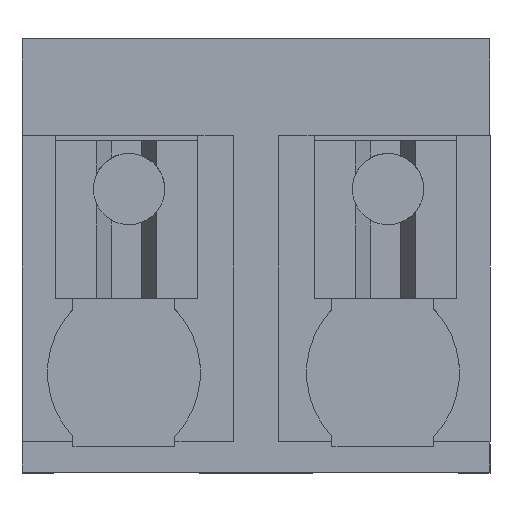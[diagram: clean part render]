
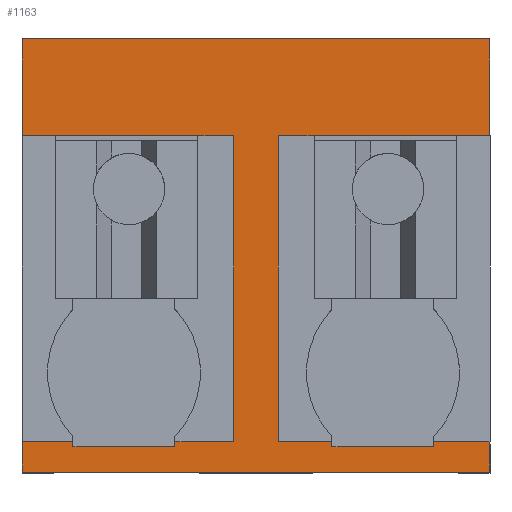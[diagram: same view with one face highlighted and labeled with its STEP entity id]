
A CAD part, top view. The second image highlights one B-rep face of the part: STEP entity #1163.
In plain terms, the highlighted planar face has unit normal (0, 0, 1).
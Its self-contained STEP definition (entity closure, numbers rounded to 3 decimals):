
#992=AXIS2_PLACEMENT_3D('Plane Axis2P3D',#989,#990,#991) ;
#296=CARTESIAN_POINT('Vertex',(0.,0.,15.2)) ;
#299=CARTESIAN_POINT('Line Origine',(0.,0.3,15.2)) ;
#303=CARTESIAN_POINT('Vertex',(0.,0.6,15.2)) ;
#324=CARTESIAN_POINT('Vertex',(0.,6.6,15.2)) ;
#327=CARTESIAN_POINT('Line Origine',(0.,7.55,15.2)) ;
#331=CARTESIAN_POINT('Vertex',(0.,8.5,15.2)) ;
#873=CARTESIAN_POINT('Line Origine',(4.59,0.,15.2)) ;
#877=CARTESIAN_POINT('Vertex',(9.18,0.,15.2)) ;
#989=CARTESIAN_POINT('Axis2P3D Location',(0.,0.,15.2)) ;
#994=CARTESIAN_POINT('Line Origine',(4.59,8.5,15.2)) ;
#998=CARTESIAN_POINT('Vertex',(9.18,8.5,15.2)) ;
#1001=CARTESIAN_POINT('Line Origine',(0.325,6.6,15.2)) ;
#1005=CARTESIAN_POINT('Vertex',(0.65,6.6,15.2)) ;
#1008=CARTESIAN_POINT('Line Origine',(2.05,6.6,15.2)) ;
#1012=CARTESIAN_POINT('Vertex',(3.45,6.6,15.2)) ;
#1015=CARTESIAN_POINT('Line Origine',(3.8,6.6,15.2)) ;
#1019=CARTESIAN_POINT('Vertex',(4.15,6.6,15.2)) ;
#1022=CARTESIAN_POINT('Line Origine',(4.15,3.6,15.2)) ;
#1026=CARTESIAN_POINT('Vertex',(4.15,0.6,15.2)) ;
#1029=CARTESIAN_POINT('Line Origine',(3.575,0.6,15.2)) ;
#1033=CARTESIAN_POINT('Vertex',(3.,0.6,15.2)) ;
#1036=CARTESIAN_POINT('Line Origine',(3.,0.55,15.2)) ;
#1040=CARTESIAN_POINT('Vertex',(3.,0.5,15.2)) ;
#1043=CARTESIAN_POINT('Line Origine',(2.,0.5,15.2)) ;
#1047=CARTESIAN_POINT('Vertex',(1.,0.5,15.2)) ;
#1050=CARTESIAN_POINT('Line Origine',(1.,0.55,15.2)) ;
#1054=CARTESIAN_POINT('Vertex',(1.,0.6,15.2)) ;
#1057=CARTESIAN_POINT('Line Origine',(0.5,0.6,15.2)) ;
#1062=CARTESIAN_POINT('Line Origine',(9.18,0.3,15.2)) ;
#1066=CARTESIAN_POINT('Vertex',(9.18,0.6,15.2)) ;
#1069=CARTESIAN_POINT('Line Origine',(8.63,0.6,15.2)) ;
#1073=CARTESIAN_POINT('Vertex',(8.08,0.6,15.2)) ;
#1076=CARTESIAN_POINT('Line Origine',(8.08,0.55,15.2)) ;
#1080=CARTESIAN_POINT('Vertex',(8.08,0.5,15.2)) ;
#1083=CARTESIAN_POINT('Line Origine',(7.08,0.5,15.2)) ;
#1087=CARTESIAN_POINT('Vertex',(6.08,0.5,15.2)) ;
#1090=CARTESIAN_POINT('Line Origine',(6.08,0.55,15.2)) ;
#1094=CARTESIAN_POINT('Vertex',(6.08,0.6,15.2)) ;
#1097=CARTESIAN_POINT('Line Origine',(5.555,0.6,15.2)) ;
#1101=CARTESIAN_POINT('Vertex',(5.03,0.6,15.2)) ;
#1104=CARTESIAN_POINT('Line Origine',(5.03,3.6,15.2)) ;
#1108=CARTESIAN_POINT('Vertex',(5.03,6.6,15.2)) ;
#1111=CARTESIAN_POINT('Line Origine',(5.38,6.6,15.2)) ;
#1115=CARTESIAN_POINT('Vertex',(5.73,6.6,15.2)) ;
#1118=CARTESIAN_POINT('Line Origine',(7.13,6.6,15.2)) ;
#1122=CARTESIAN_POINT('Vertex',(8.53,6.6,15.2)) ;
#1125=CARTESIAN_POINT('Line Origine',(8.855,6.6,15.2)) ;
#1129=CARTESIAN_POINT('Vertex',(9.18,6.6,15.2)) ;
#1132=CARTESIAN_POINT('Line Origine',(9.18,7.55,15.2)) ;
#300=DIRECTION('Vector Direction',(0.,1.,0.)) ;
#328=DIRECTION('Vector Direction',(0.,1.,0.)) ;
#874=DIRECTION('Vector Direction',(1.,0.,0.)) ;
#990=DIRECTION('Axis2P3D Direction',(0.,0.,-1.)) ;
#991=DIRECTION('Axis2P3D XDirection',(0.,1.,0.)) ;
#995=DIRECTION('Vector Direction',(1.,0.,0.)) ;
#1002=DIRECTION('Vector Direction',(1.,0.,0.)) ;
#1009=DIRECTION('Vector Direction',(1.,0.,0.)) ;
#1016=DIRECTION('Vector Direction',(1.,0.,0.)) ;
#1023=DIRECTION('Vector Direction',(0.,-1.,0.)) ;
#1030=DIRECTION('Vector Direction',(1.,0.,0.)) ;
#1037=DIRECTION('Vector Direction',(0.,1.,0.)) ;
#1044=DIRECTION('Vector Direction',(1.,0.,0.)) ;
#1051=DIRECTION('Vector Direction',(0.,1.,0.)) ;
#1058=DIRECTION('Vector Direction',(1.,0.,0.)) ;
#1063=DIRECTION('Vector Direction',(0.,1.,0.)) ;
#1070=DIRECTION('Vector Direction',(1.,0.,0.)) ;
#1077=DIRECTION('Vector Direction',(0.,1.,0.)) ;
#1084=DIRECTION('Vector Direction',(1.,0.,0.)) ;
#1091=DIRECTION('Vector Direction',(0.,1.,0.)) ;
#1098=DIRECTION('Vector Direction',(1.,0.,0.)) ;
#1105=DIRECTION('Vector Direction',(0.,-1.,0.)) ;
#1112=DIRECTION('Vector Direction',(1.,0.,0.)) ;
#1119=DIRECTION('Vector Direction',(1.,0.,0.)) ;
#1126=DIRECTION('Vector Direction',(1.,0.,0.)) ;
#1133=DIRECTION('Vector Direction',(0.,1.,0.)) ;
#301=VECTOR('Line Direction',#300,1.) ;
#329=VECTOR('Line Direction',#328,1.) ;
#875=VECTOR('Line Direction',#874,1.) ;
#996=VECTOR('Line Direction',#995,1.) ;
#1003=VECTOR('Line Direction',#1002,1.) ;
#1010=VECTOR('Line Direction',#1009,1.) ;
#1017=VECTOR('Line Direction',#1016,1.) ;
#1024=VECTOR('Line Direction',#1023,1.) ;
#1031=VECTOR('Line Direction',#1030,1.) ;
#1038=VECTOR('Line Direction',#1037,1.) ;
#1045=VECTOR('Line Direction',#1044,1.) ;
#1052=VECTOR('Line Direction',#1051,1.) ;
#1059=VECTOR('Line Direction',#1058,1.) ;
#1064=VECTOR('Line Direction',#1063,1.) ;
#1071=VECTOR('Line Direction',#1070,1.) ;
#1078=VECTOR('Line Direction',#1077,1.) ;
#1085=VECTOR('Line Direction',#1084,1.) ;
#1092=VECTOR('Line Direction',#1091,1.) ;
#1099=VECTOR('Line Direction',#1098,1.) ;
#1106=VECTOR('Line Direction',#1105,1.) ;
#1113=VECTOR('Line Direction',#1112,1.) ;
#1120=VECTOR('Line Direction',#1119,1.) ;
#1127=VECTOR('Line Direction',#1126,1.) ;
#1134=VECTOR('Line Direction',#1133,1.) ;
#1138=ORIENTED_EDGE('',*,*,#1000,.F.) ;
#1139=ORIENTED_EDGE('',*,*,#333,.F.) ;
#1140=ORIENTED_EDGE('',*,*,#1007,.T.) ;
#1141=ORIENTED_EDGE('',*,*,#1014,.T.) ;
#1142=ORIENTED_EDGE('',*,*,#1021,.T.) ;
#1143=ORIENTED_EDGE('',*,*,#1028,.T.) ;
#1144=ORIENTED_EDGE('',*,*,#1035,.F.) ;
#1145=ORIENTED_EDGE('',*,*,#1042,.F.) ;
#1146=ORIENTED_EDGE('',*,*,#1049,.F.) ;
#1147=ORIENTED_EDGE('',*,*,#1056,.T.) ;
#1148=ORIENTED_EDGE('',*,*,#1061,.F.) ;
#1149=ORIENTED_EDGE('',*,*,#305,.F.) ;
#1150=ORIENTED_EDGE('',*,*,#879,.T.) ;
#1151=ORIENTED_EDGE('',*,*,#1068,.T.) ;
#1152=ORIENTED_EDGE('',*,*,#1075,.F.) ;
#1153=ORIENTED_EDGE('',*,*,#1082,.F.) ;
#1154=ORIENTED_EDGE('',*,*,#1089,.F.) ;
#1155=ORIENTED_EDGE('',*,*,#1096,.T.) ;
#1156=ORIENTED_EDGE('',*,*,#1103,.F.) ;
#1157=ORIENTED_EDGE('',*,*,#1110,.T.) ;
#1158=ORIENTED_EDGE('',*,*,#1117,.T.) ;
#1159=ORIENTED_EDGE('',*,*,#1124,.T.) ;
#1160=ORIENTED_EDGE('',*,*,#1131,.T.) ;
#1161=ORIENTED_EDGE('',*,*,#1136,.T.) ;
#1163=ADVANCED_FACE('HOUSING',(#1162),#993,.F.) ;
#305=EDGE_CURVE('',#297,#304,#302,.T.) ;
#333=EDGE_CURVE('',#325,#332,#330,.T.) ;
#879=EDGE_CURVE('',#297,#878,#876,.T.) ;
#1000=EDGE_CURVE('',#332,#999,#997,.T.) ;
#1007=EDGE_CURVE('',#325,#1006,#1004,.T.) ;
#1014=EDGE_CURVE('',#1006,#1013,#1011,.T.) ;
#1021=EDGE_CURVE('',#1013,#1020,#1018,.T.) ;
#1028=EDGE_CURVE('',#1020,#1027,#1025,.T.) ;
#1035=EDGE_CURVE('',#1034,#1027,#1032,.T.) ;
#1042=EDGE_CURVE('',#1041,#1034,#1039,.T.) ;
#1049=EDGE_CURVE('',#1048,#1041,#1046,.T.) ;
#1056=EDGE_CURVE('',#1048,#1055,#1053,.T.) ;
#1061=EDGE_CURVE('',#304,#1055,#1060,.T.) ;
#1068=EDGE_CURVE('',#878,#1067,#1065,.T.) ;
#1075=EDGE_CURVE('',#1074,#1067,#1072,.T.) ;
#1082=EDGE_CURVE('',#1081,#1074,#1079,.T.) ;
#1089=EDGE_CURVE('',#1088,#1081,#1086,.T.) ;
#1096=EDGE_CURVE('',#1088,#1095,#1093,.T.) ;
#1103=EDGE_CURVE('',#1102,#1095,#1100,.T.) ;
#1110=EDGE_CURVE('',#1102,#1109,#1107,.F.) ;
#1117=EDGE_CURVE('',#1109,#1116,#1114,.T.) ;
#1124=EDGE_CURVE('',#1116,#1123,#1121,.T.) ;
#1131=EDGE_CURVE('',#1123,#1130,#1128,.T.) ;
#1136=EDGE_CURVE('',#1130,#999,#1135,.T.) ;
#1137=EDGE_LOOP('',(#1138,#1139,#1140,#1141,#1142,#1143,#1144,#1145,#1146,#1147,#1148,#1149,#1150,#1151,#1152,#1153,#1154,#1155,#1156,#1157,#1158,#1159,#1160,#1161)) ;
#1162=FACE_OUTER_BOUND('',#1137,.T.) ;
#302=LINE('Line',#299,#301) ;
#330=LINE('Line',#327,#329) ;
#876=LINE('Line',#873,#875) ;
#997=LINE('Line',#994,#996) ;
#1004=LINE('Line',#1001,#1003) ;
#1011=LINE('Line',#1008,#1010) ;
#1018=LINE('Line',#1015,#1017) ;
#1025=LINE('Line',#1022,#1024) ;
#1032=LINE('Line',#1029,#1031) ;
#1039=LINE('Line',#1036,#1038) ;
#1046=LINE('Line',#1043,#1045) ;
#1053=LINE('Line',#1050,#1052) ;
#1060=LINE('Line',#1057,#1059) ;
#1065=LINE('Line',#1062,#1064) ;
#1072=LINE('Line',#1069,#1071) ;
#1079=LINE('Line',#1076,#1078) ;
#1086=LINE('Line',#1083,#1085) ;
#1093=LINE('Line',#1090,#1092) ;
#1100=LINE('Line',#1097,#1099) ;
#1107=LINE('Line',#1104,#1106) ;
#1114=LINE('Line',#1111,#1113) ;
#1121=LINE('Line',#1118,#1120) ;
#1128=LINE('Line',#1125,#1127) ;
#1135=LINE('Line',#1132,#1134) ;
#993=PLANE('',#992) ;
#297=VERTEX_POINT('',#296) ;
#304=VERTEX_POINT('',#303) ;
#325=VERTEX_POINT('',#324) ;
#332=VERTEX_POINT('',#331) ;
#878=VERTEX_POINT('',#877) ;
#999=VERTEX_POINT('',#998) ;
#1006=VERTEX_POINT('',#1005) ;
#1013=VERTEX_POINT('',#1012) ;
#1020=VERTEX_POINT('',#1019) ;
#1027=VERTEX_POINT('',#1026) ;
#1034=VERTEX_POINT('',#1033) ;
#1041=VERTEX_POINT('',#1040) ;
#1048=VERTEX_POINT('',#1047) ;
#1055=VERTEX_POINT('',#1054) ;
#1067=VERTEX_POINT('',#1066) ;
#1074=VERTEX_POINT('',#1073) ;
#1081=VERTEX_POINT('',#1080) ;
#1088=VERTEX_POINT('',#1087) ;
#1095=VERTEX_POINT('',#1094) ;
#1102=VERTEX_POINT('',#1101) ;
#1109=VERTEX_POINT('',#1108) ;
#1116=VERTEX_POINT('',#1115) ;
#1123=VERTEX_POINT('',#1122) ;
#1130=VERTEX_POINT('',#1129) ;
